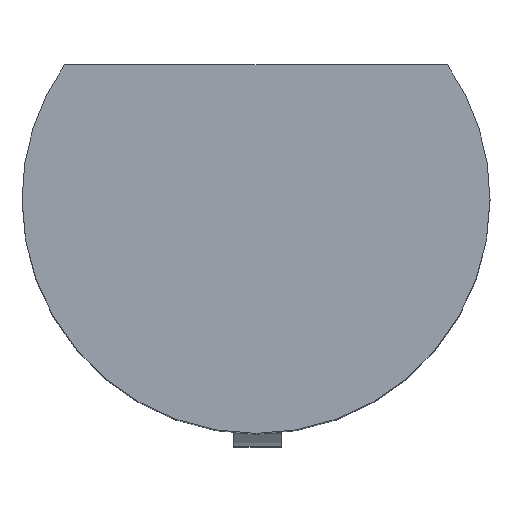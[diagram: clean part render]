
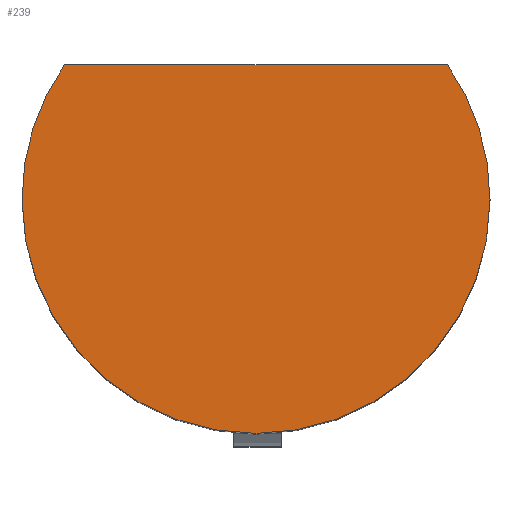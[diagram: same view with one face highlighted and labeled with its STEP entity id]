
A CAD part, top view. The second image highlights one B-rep face of the part: STEP entity #239.
In plain terms, the highlighted planar face has unit normal (0, 0, 1).
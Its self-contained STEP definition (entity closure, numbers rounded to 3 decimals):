
#10 = ORIENTED_EDGE ( 'NONE', *, *, #1514, .T. ) ;
#50 = CARTESIAN_POINT ( 'NONE',  ( 0., 0., 5.33 ) ) ;
#57 = CARTESIAN_POINT ( 'NONE',  ( 0., 0., 5.33 ) ) ;
#108 = DIRECTION ( 'NONE',  ( 0., 0., 1. ) ) ;
#222 = CARTESIAN_POINT ( 'NONE',  ( 2.66, 0., 5.33 ) ) ;
#239 = ADVANCED_FACE ( 'NONE', ( #1377 ), #285, .T. ) ;
#257 = CARTESIAN_POINT ( 'NONE',  ( -2.66, 0., 5.33 ) ) ;
#259 = AXIS2_PLACEMENT_3D ( 'NONE', #50, #669, #540 ) ;
#283 = CIRCLE ( 'NONE', #837, 2.66 ) ;
#285 = PLANE ( 'NONE',  #259 ) ;
#291 = DIRECTION ( 'NONE',  ( 0., 0., 1. ) ) ;
#370 = ORIENTED_EDGE ( 'NONE', *, *, #1358, .T. ) ;
#386 = AXIS2_PLACEMENT_3D ( 'NONE', #57, #291, #774 ) ;
#391 = CARTESIAN_POINT ( 'NONE',  ( -2.176, 1.53, 5.33 ) ) ;
#425 = CARTESIAN_POINT ( 'NONE',  ( 2.176, 1.53, 5.33 ) ) ;
#540 = DIRECTION ( 'NONE',  ( 1., 0., 0. ) ) ;
#669 = DIRECTION ( 'NONE',  ( 0., 0., 1. ) ) ;
#681 = EDGE_CURVE ( 'NONE', #691, #912, #283, .T. ) ;
#691 = VERTEX_POINT ( 'NONE', #257 ) ;
#771 = VECTOR ( 'NONE', #800, 1000. ) ;
#774 = DIRECTION ( 'NONE',  ( 1., 0., 0. ) ) ;
#800 = DIRECTION ( 'NONE',  ( -1., 0., 0. ) ) ;
#835 = DIRECTION ( 'NONE',  ( 0., 0., 1. ) ) ;
#837 = AXIS2_PLACEMENT_3D ( 'NONE', #1464, #835, #1349 ) ;
#865 = CIRCLE ( 'NONE', #969, 2.66 ) ;
#912 = VERTEX_POINT ( 'NONE', #222 ) ;
#960 = ORIENTED_EDGE ( 'NONE', *, *, #681, .T. ) ;
#969 = AXIS2_PLACEMENT_3D ( 'NONE', #1575, #108, #1562 ) ;
#991 = EDGE_CURVE ( 'NONE', #1028, #691, #865, .T. ) ;
#1026 = CARTESIAN_POINT ( 'NONE',  ( 2.176, 1.53, 5.33 ) ) ;
#1028 = VERTEX_POINT ( 'NONE', #391 ) ;
#1039 = VERTEX_POINT ( 'NONE', #1026 ) ;
#1068 = EDGE_LOOP ( 'NONE', ( #1338, #960, #370, #10 ) ) ;
#1134 = LINE ( 'NONE', #425, #771 ) ;
#1338 = ORIENTED_EDGE ( 'NONE', *, *, #991, .T. ) ;
#1349 = DIRECTION ( 'NONE',  ( 1., 0., 0. ) ) ;
#1358 = EDGE_CURVE ( 'NONE', #912, #1039, #1561, .T. ) ;
#1377 = FACE_OUTER_BOUND ( 'NONE', #1068, .T. ) ;
#1464 = CARTESIAN_POINT ( 'NONE',  ( 0., 0., 5.33 ) ) ;
#1514 = EDGE_CURVE ( 'NONE', #1039, #1028, #1134, .T. ) ;
#1561 = CIRCLE ( 'NONE', #386, 2.66 ) ;
#1562 = DIRECTION ( 'NONE',  ( 1., 0., 0. ) ) ;
#1575 = CARTESIAN_POINT ( 'NONE',  ( 0., 0., 5.33 ) ) ;
